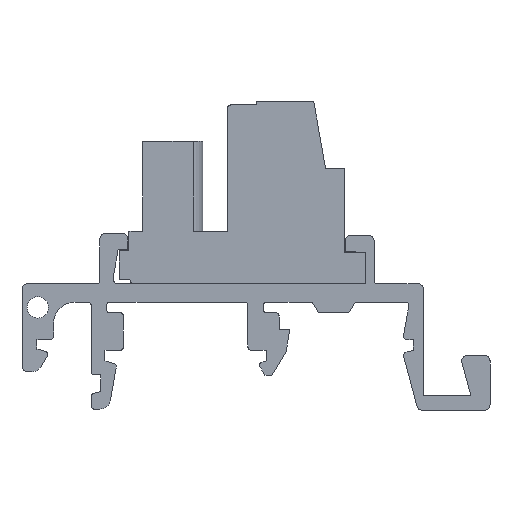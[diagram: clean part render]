
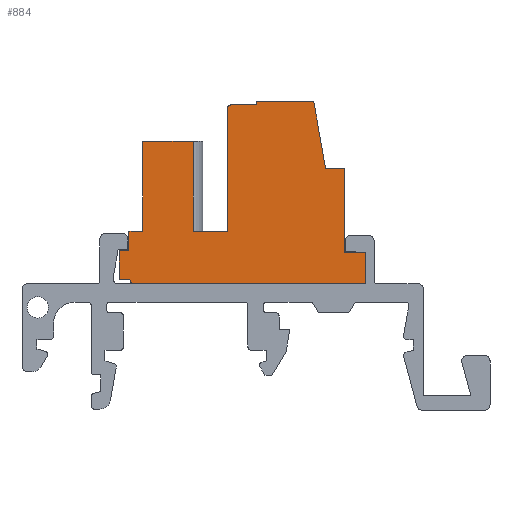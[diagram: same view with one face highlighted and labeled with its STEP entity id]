
A CAD part, left-side view. The second image highlights one B-rep face of the part: STEP entity #884.
In plain terms, the highlighted planar face has unit normal (-1, 0, 0).
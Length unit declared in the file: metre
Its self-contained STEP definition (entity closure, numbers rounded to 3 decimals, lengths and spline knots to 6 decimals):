
#884=ADVANCED_FACE('',(#2241),#2242,.F.);
#2241=FACE_OUTER_BOUND('',#4129,.T.);
#2242=PLANE('',#4130);
#4129=EDGE_LOOP('',(#6819,#6820,#6821,#6822,#6823,#6824,#6825,#6826,#6827,#6828,#6829,#6830,#6831,#6832,#6833,#6834,#6835,#6836,#6837,#6838,#6839));
#4130=AXIS2_PLACEMENT_3D('',#6840,#6841,#6842);
#6819=ORIENTED_EDGE('',*,*,#11573,.F.);
#6820=ORIENTED_EDGE('',*,*,#11745,.T.);
#6821=ORIENTED_EDGE('',*,*,#11258,.F.);
#6822=ORIENTED_EDGE('',*,*,#11730,.T.);
#6823=ORIENTED_EDGE('',*,*,#11746,.T.);
#6824=ORIENTED_EDGE('',*,*,#11747,.F.);
#6825=ORIENTED_EDGE('',*,*,#11748,.F.);
#6826=ORIENTED_EDGE('',*,*,#11749,.F.);
#6827=ORIENTED_EDGE('',*,*,#11750,.T.);
#6828=ORIENTED_EDGE('',*,*,#11751,.F.);
#6829=ORIENTED_EDGE('',*,*,#11752,.F.);
#6830=ORIENTED_EDGE('',*,*,#11753,.F.);
#6831=ORIENTED_EDGE('',*,*,#11754,.F.);
#6832=ORIENTED_EDGE('',*,*,#11755,.T.);
#6833=ORIENTED_EDGE('',*,*,#11636,.F.);
#6834=ORIENTED_EDGE('',*,*,#11756,.F.);
#6835=ORIENTED_EDGE('',*,*,#11757,.T.);
#6836=ORIENTED_EDGE('',*,*,#11758,.F.);
#6837=ORIENTED_EDGE('',*,*,#11759,.T.);
#6838=ORIENTED_EDGE('',*,*,#11760,.T.);
#6839=ORIENTED_EDGE('',*,*,#11761,.F.);
#6840=CARTESIAN_POINT('',(0.032709,0.18105,0.089516));
#6841=DIRECTION('',(1.0,0.,0.));
#6842=DIRECTION('',(0.,1.0,0.0));
#11258=EDGE_CURVE('',#13524,#13526,#13527,.T.);
#11573=EDGE_CURVE('',#14045,#14047,#14048,.T.);
#11636=EDGE_CURVE('',#14138,#14140,#14141,.T.);
#11730=EDGE_CURVE('',#13524,#14271,#14272,.T.);
#11745=EDGE_CURVE('',#14045,#13526,#14296,.T.);
#11746=EDGE_CURVE('',#14271,#14297,#14298,.T.);
#11747=EDGE_CURVE('',#14299,#14297,#14300,.T.);
#11748=EDGE_CURVE('',#14301,#14299,#14302,.T.);
#11749=EDGE_CURVE('',#14303,#14301,#14304,.T.);
#11750=EDGE_CURVE('',#14303,#14305,#14306,.T.);
#11751=EDGE_CURVE('',#14307,#14305,#14308,.T.);
#11752=EDGE_CURVE('',#14309,#14307,#14310,.T.);
#11753=EDGE_CURVE('',#14311,#14309,#14312,.T.);
#11754=EDGE_CURVE('',#14313,#14311,#14314,.T.);
#11755=EDGE_CURVE('',#14313,#14140,#14315,.T.);
#11756=EDGE_CURVE('',#14316,#14138,#14317,.T.);
#11757=EDGE_CURVE('',#14316,#14318,#14319,.T.);
#11758=EDGE_CURVE('',#14320,#14318,#14321,.T.);
#11759=EDGE_CURVE('',#14320,#14322,#14323,.T.);
#11760=EDGE_CURVE('',#14322,#14324,#14325,.T.);
#11761=EDGE_CURVE('',#14047,#14324,#14326,.T.);
#13524=VERTEX_POINT('',#16831);
#13526=VERTEX_POINT('',#16834);
#13527=LINE('',#16835,#16836);
#14045=VERTEX_POINT('',#17549);
#14047=VERTEX_POINT('',#17552);
#14048=LINE('',#17553,#17554);
#14138=VERTEX_POINT('',#17684);
#14140=VERTEX_POINT('',#17687);
#14141=LINE('',#17688,#17689);
#14271=VERTEX_POINT('',#17874);
#14272=LINE('',#17875,#17876);
#14296=LINE('',#17906,#17907);
#14297=VERTEX_POINT('',#17908);
#14298=LINE('',#17909,#17910);
#14299=VERTEX_POINT('',#17911);
#14300=LINE('',#17912,#17913);
#14301=VERTEX_POINT('',#17914);
#14302=LINE('',#17915,#17916);
#14303=VERTEX_POINT('',#17917);
#14304=LINE('',#17918,#17919);
#14305=VERTEX_POINT('',#17920);
#14306=LINE('',#17921,#17922);
#14307=VERTEX_POINT('',#17923);
#14308=CIRCLE('',#17924,0.0003);
#14309=VERTEX_POINT('',#17925);
#14310=LINE('',#17926,#17927);
#14311=VERTEX_POINT('',#17928);
#14312=LINE('',#17929,#17930);
#14313=VERTEX_POINT('',#17931);
#14314=LINE('',#17932,#17933);
#14315=LINE('',#17934,#17935);
#14316=VERTEX_POINT('',#17936);
#14317=LINE('',#17937,#17938);
#14318=VERTEX_POINT('',#17939);
#14319=LINE('',#17940,#17941);
#14320=VERTEX_POINT('',#17942);
#14321=LINE('',#17943,#17944);
#14322=VERTEX_POINT('',#17945);
#14323=LINE('',#17946,#17947);
#14324=VERTEX_POINT('',#17948);
#14325=LINE('',#17949,#17950);
#14326=CIRCLE('',#17951,0.0004);
#16831=CARTESIAN_POINT('',(0.032709,0.16195,0.090416));
#16834=CARTESIAN_POINT('',(0.032709,0.15995,0.090416));
#16835=CARTESIAN_POINT('',(0.032709,0.18105,0.090416));
#16836=VECTOR('',#21025,1.0);
#17549=CARTESIAN_POINT('',(0.032709,0.15995,0.087516));
#17552=CARTESIAN_POINT('',(0.032709,0.18155,0.087516));
#17553=CARTESIAN_POINT('',(0.032709,0.165575,0.087516));
#17554=VECTOR('',#21417,1.0);
#17684=CARTESIAN_POINT('',(0.032709,0.18075,0.092416));
#17687=CARTESIAN_POINT('',(0.032709,0.18075,0.100816));
#17688=CARTESIAN_POINT('',(0.032709,0.18075,0.089516));
#17689=VECTOR('',#21474,1.0);
#17874=CARTESIAN_POINT('',(0.032709,0.16195,0.098266));
#17875=CARTESIAN_POINT('',(0.032709,0.16195,0.089516));
#17876=VECTOR('',#21563,1.0);
#17906=CARTESIAN_POINT('',(0.032709,0.15995,0.087616));
#17907=VECTOR('',#21585,1.0);
#17908=CARTESIAN_POINT('',(0.032709,0.163682,0.098266));
#17909=CARTESIAN_POINT('',(0.032709,0.16195,0.098266));
#17910=VECTOR('',#21586,1.0);
#17911=CARTESIAN_POINT('',(0.032709,0.164784,0.104516));
#17912=CARTESIAN_POINT('',(0.032709,0.164699,0.104032));
#17913=VECTOR('',#21587,1.0);
#17914=CARTESIAN_POINT('',(0.032709,0.1701,0.104516));
#17915=CARTESIAN_POINT('',(0.032709,0.16195,0.104516));
#17916=VECTOR('',#21588,1.0);
#17917=CARTESIAN_POINT('',(0.032709,0.1701,0.104216));
#17918=CARTESIAN_POINT('',(0.032709,0.1701,0.104215));
#17919=VECTOR('',#21589,1.0);
#17920=CARTESIAN_POINT('',(0.032709,0.17255,0.104216));
#17921=CARTESIAN_POINT('',(0.032709,0.16195,0.104216));
#17922=VECTOR('',#21590,1.0);
#17923=CARTESIAN_POINT('',(0.032709,0.17285,0.103916));
#17924=AXIS2_PLACEMENT_3D('',#21591,#21592,#21593);
#17925=CARTESIAN_POINT('',(0.032709,0.17285,0.092416));
#17926=CARTESIAN_POINT('',(0.032709,0.17285,0.089516));
#17927=VECTOR('',#21594,1.0);
#17928=CARTESIAN_POINT('',(0.032709,0.17605,0.092416));
#17929=CARTESIAN_POINT('',(0.032709,0.17495,0.092416));
#17930=VECTOR('',#21595,1.0);
#17931=CARTESIAN_POINT('',(0.032709,0.17605,0.100816));
#17932=CARTESIAN_POINT('',(0.032709,0.17605,0.089516));
#17933=VECTOR('',#21596,1.0);
#17934=CARTESIAN_POINT('',(0.032709,0.18085,0.100816));
#17935=VECTOR('',#21597,1.0);
#17936=CARTESIAN_POINT('',(0.032709,0.18205,0.092416));
#17937=CARTESIAN_POINT('',(0.032709,0.17495,0.092416));
#17938=VECTOR('',#21598,1.0);
#17939=CARTESIAN_POINT('',(0.032709,0.18205,0.090616));
#17940=CARTESIAN_POINT('',(0.032709,0.18205,0.090616));
#17941=VECTOR('',#21599,1.0);
#17942=CARTESIAN_POINT('',(0.032709,0.18295,0.090616));
#17943=CARTESIAN_POINT('',(0.032709,0.18195,0.090616));
#17944=VECTOR('',#21600,1.0);
#17945=CARTESIAN_POINT('',(0.032709,0.18295,0.087916));
#17946=CARTESIAN_POINT('',(0.032709,0.18295,0.104416));
#17947=VECTOR('',#21601,1.0);
#17948=CARTESIAN_POINT('',(0.032709,0.18195,0.087916));
#17949=CARTESIAN_POINT('',(0.032709,0.18105,0.087916));
#17950=VECTOR('',#21602,1.0);
#17951=AXIS2_PLACEMENT_3D('',#21603,#21604,#21605);
#21025=DIRECTION('',(0.,-1.0,0.0));
#21417=DIRECTION('',(0.,1.0,0.0));
#21474=DIRECTION('',(0.,0.,1.0));
#21563=DIRECTION('',(0.,0.,1.0));
#21585=DIRECTION('',(0.,0.,1.0));
#21586=DIRECTION('',(0.,1.0,0.));
#21587=DIRECTION('',(0.,-0.174,-0.985));
#21588=DIRECTION('',(0.,-1.0,0.));
#21589=DIRECTION('',(0.,0.,1.0));
#21590=DIRECTION('',(0.,1.0,0.));
#21591=CARTESIAN_POINT('',(0.032709,0.17255,0.103916));
#21592=DIRECTION('',(1.0,0.,0.));
#21593=DIRECTION('',(0.,0.,1.0));
#21594=DIRECTION('',(0.,0.,1.0));
#21595=DIRECTION('',(0.,-1.0,0.));
#21596=DIRECTION('',(0.,0.,-1.0));
#21597=DIRECTION('',(0.,1.0,0.));
#21598=DIRECTION('',(0.,-1.0,0.));
#21599=DIRECTION('',(0.,0.,-1.0));
#21600=DIRECTION('',(0.,-1.0,0.));
#21601=DIRECTION('',(0.,0.,-1.0));
#21602=DIRECTION('',(0.,-1.0,0.0));
#21603=CARTESIAN_POINT('',(0.032709,0.18155,0.087916));
#21604=DIRECTION('',(1.0,0.,0.));
#21605=DIRECTION('',(0.,0.,1.0));
